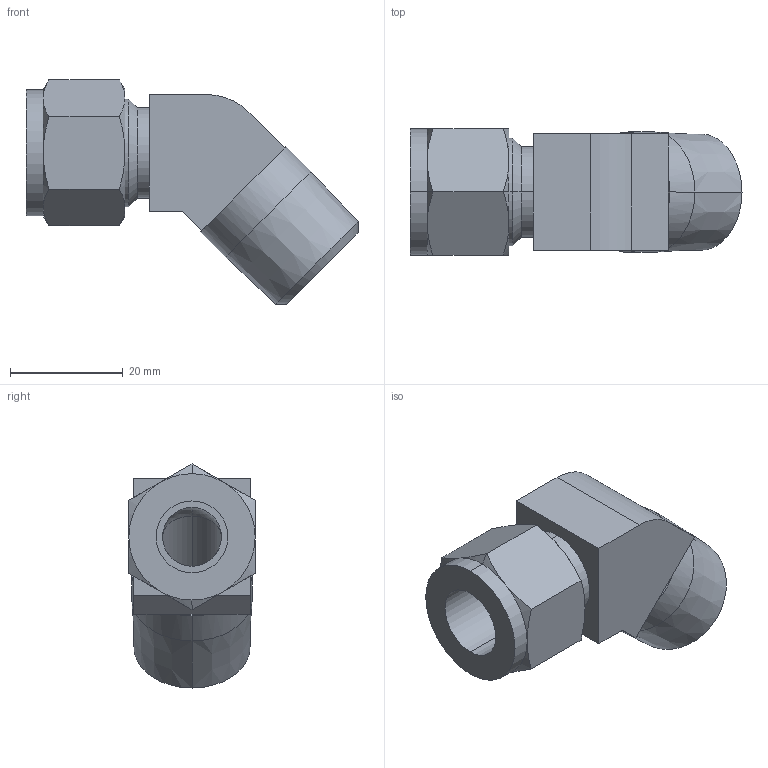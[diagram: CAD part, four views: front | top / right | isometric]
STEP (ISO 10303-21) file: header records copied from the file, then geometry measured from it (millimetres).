
FILE_DESCRIPTION(('starvars output'),'2;1');
FILE_NAME('tin21363.stp','14:30:37 2017/02/21',( 'Thomas Industrial Network Germany GmbH'),( 'Thomas Industrial Network Germany GmbH'),'unknown preprocess','ACIS' ,'unknown authorization');
FILE_SCHEMA(('AUTOMOTIVE_DESIGN_CC2 {UNKNOWN IMPLEMENTATION LEVEL}'));
Length unit declared in the file: millimetre
Products named in the file (1): PRODUCT_ID_1
Bounding box: 58.78 x 22.35 x 39.68 mm (x, y, z)
Volume: 17293.9 mm3; surface area: 7596.2 mm2
Topology: 1 solids, 1 shells, 64 faces, 142 edges, 81 vertices
Faces by surface type: plane 25, cone 22, cylinder 15, sphere 2
Entity records: 1941 total; most frequent: ORIENTED_EDGE 280, CARTESIAN_POINT 260, DIRECTION 161, EDGE_CURVE 140, VERTEX_POINT 81, EDGE_LOOP 69, FACE_BOUND 69, STYLED_ITEM 65
